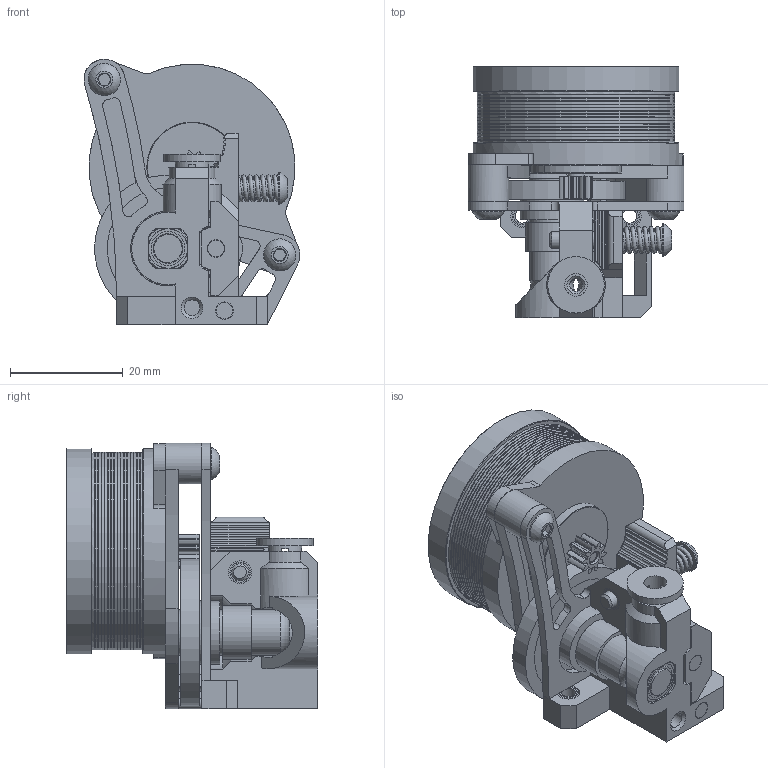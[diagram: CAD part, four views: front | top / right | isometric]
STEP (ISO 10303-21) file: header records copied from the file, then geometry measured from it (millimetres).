
FILE_DESCRIPTION(/* description */ ('CAx-IF Rec.Pracs.---Representation and Presentation of Product Manufacturing Information (PMI)---4.0---2014-10-13','CAx-IF Rec.Pracs.---3D Tessellated Geometry---0.4---2014-09-14','2;1'),/* implementation_level */ '2;1');
FILE_NAME(/* name */ 'k3d_minifeeder',/* time_stamp */ '2022-05-10T14:03:49+03:00',/* author */ (''),/* organization */ (''),/* preprocessor_version */ 'ST-DEVELOPER v16.7',/* originating_system */ 'SIEMENS PLM Software NX 1911',/* authorisation */ $);
FILE_SCHEMA (('AP242_MANAGED_MODEL_BASED_3D_ENGINEERING_MIM_LF { 1 0 10303 442 1 1 4 }'));
Length unit declared in the file: millimetre
Products named in the file (16): k3d_minifeeder; MF2 - Minifeeder 2; Washer M3; BMG spring; Screw round M3x20; Threaded insert M3x5; Fitting; MF2-03 - Minifeeder 2 lever; MF2-02 - Minifeeder 2 front; MF2-01 - Minifeeder 2 back; BMG stift 19mm; Screw round M3x10; BMG bearing; Motor Nema14 L17; BMG motor gear; BMG small gear
Assembly tree (21 placements, depth 3):
  k3d_minifeeder
    MF2 - Minifeeder 2
      Washer M3
      BMG spring
      Screw round M3x20
      Threaded insert M3x5
      Fitting
      MF2-03 - Minifeeder 2 lever
      MF2-02 - Minifeeder 2 front
      MF2-01 - Minifeeder 2 back
    Threaded insert M3x5  x2
    BMG stift 19mm  x2
    Screw round M3x10  x2
    BMG bearing  x2
    Motor Nema14 L17
    BMG motor gear
    BMG small gear  x2
Bounding box: 38.24 x 44.5 x 47.01 mm (x, y, z)
Volume: 28583.4 mm3; surface area: 19207 mm2
Topology: 51 solids, 51 shells, 1296 faces, 3178 edges, 1950 vertices
Faces by surface type: plane 898, cylinder 234, cone 104, sphere 27, bspline 25, torus 8
Full cylindrical faces by diameter (mm): 2 x1, 2.2 x2, 2.5 x3, 2.8 x1, 3 x8, 3.1 x7, 3.2 x6, 3.5 x1, 3.6 x3, 4 x1, 5 x7, 5.7 x3, 6 x2, 6.016 x8, 6.2 x1, 6.984 x8, 7.2 x1, 8 x8, 8.2 x2, 8.4 x1, 9.4 x2, 10 x1, 11.25 x1, 13.25 x1, 21.5 x2, 26 x1, 35 x16, 36.5 x2
Entity records: 27629 total; most frequent: CARTESIAN_POINT 7289, DIRECTION 3973, ORIENTED_EDGE 3778, EDGE_CURVE 1889, AXIS2_PLACEMENT_3D 1447, VERTEX_POINT 1234, LINE 1079, VECTOR 1079
